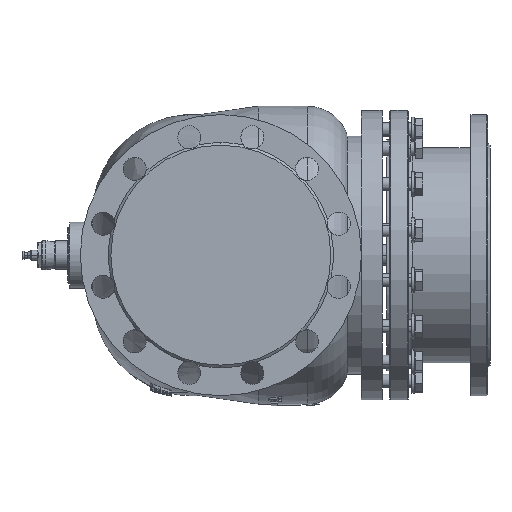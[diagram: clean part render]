
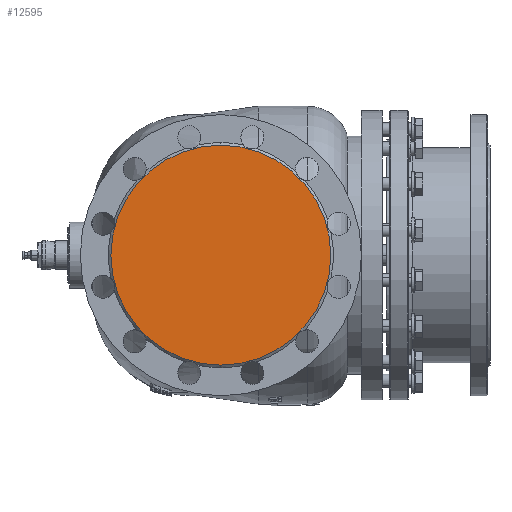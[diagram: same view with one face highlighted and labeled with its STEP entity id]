
A CAD part, left-side view. The second image highlights one B-rep face of the part: STEP entity #12595.
In plain terms, the highlighted planar face has unit normal (-1, 0, 0).
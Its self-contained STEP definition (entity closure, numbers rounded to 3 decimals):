
#8181 = AXIS2_PLACEMENT_3D ( 'NONE', #29749, #13058, #25284 ) ;
#10109 = CARTESIAN_POINT ( 'NONE',  ( -250., 213.252, 133. ) ) ;
#12595 = ADVANCED_FACE ( 'NONE', ( #52189 ), #12699, .T. ) ;
#12699 = PLANE ( 'NONE',  #8181 ) ;
#13058 = DIRECTION ( 'NONE',  ( -1., 0., 0. ) ) ;
#13985 = EDGE_CURVE ( 'NONE', #28707, #33693, #50658, .T. ) ;
#16472 = CARTESIAN_POINT ( 'NONE',  ( -250., 213.252, -133. ) ) ;
#16707 = ORIENTED_EDGE ( 'NONE', *, *, #13985, .F. ) ;
#22737 = AXIS2_PLACEMENT_3D ( 'NONE', #36030, #27366, #44476 ) ;
#23499 = EDGE_LOOP ( 'NONE', ( #32327, #16707 ) ) ;
#24258 = EDGE_CURVE ( 'NONE', #33693, #28707, #29816, .T. ) ;
#25284 = DIRECTION ( 'NONE',  ( 0., 0., 1. ) ) ;
#27366 = DIRECTION ( 'NONE',  ( 1., 0., 0. ) ) ;
#28707 = VERTEX_POINT ( 'NONE', #10109 ) ;
#29749 = CARTESIAN_POINT ( 'NONE',  ( -250., 346.252, 0. ) ) ;
#29816 = CIRCLE ( 'NONE', #52508, 133. ) ;
#32327 = ORIENTED_EDGE ( 'NONE', *, *, #24258, .F. ) ;
#33693 = VERTEX_POINT ( 'NONE', #16472 ) ;
#36030 = CARTESIAN_POINT ( 'NONE',  ( -250., 213.252, 0. ) ) ;
#44476 = DIRECTION ( 'NONE',  ( 0., 0., -1. ) ) ;
#49308 = CARTESIAN_POINT ( 'NONE',  ( -250., 213.252, 0. ) ) ;
#49481 = DIRECTION ( 'NONE',  ( 0., 0., -1. ) ) ;
#50658 = CIRCLE ( 'NONE', #22737, 133. ) ;
#52189 = FACE_OUTER_BOUND ( 'NONE', #23499, .T. ) ;
#52508 = AXIS2_PLACEMENT_3D ( 'NONE', #49308, #53577, #49481 ) ;
#53577 = DIRECTION ( 'NONE',  ( 1., 0., 0. ) ) ;
